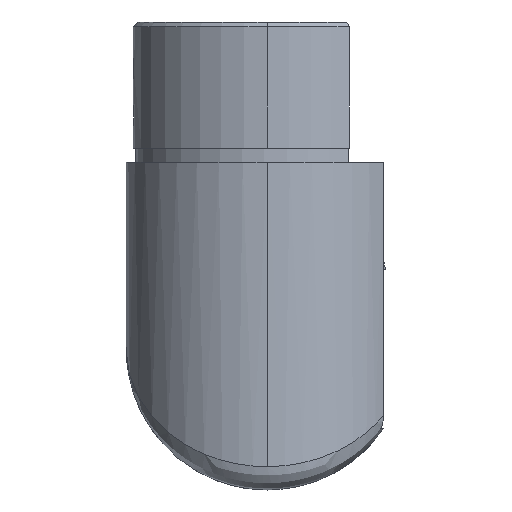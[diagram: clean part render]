
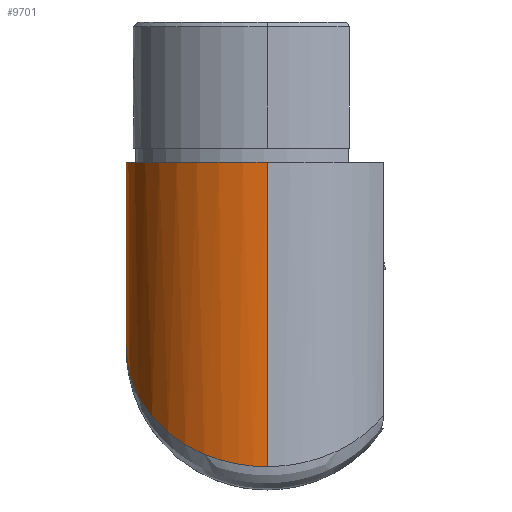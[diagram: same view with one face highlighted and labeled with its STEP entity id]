
A CAD part, left-side view. The second image highlights one B-rep face of the part: STEP entity #9701.
In plain terms, the highlighted cylindrical face has radius 30.15 mm (diameter 60.3 mm), a partial arc.
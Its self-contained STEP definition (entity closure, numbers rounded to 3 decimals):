
#745 = EDGE_CURVE ( 'NONE', #5586, #18790, #9796, .T. ) ;
#1534 = CARTESIAN_POINT ( 'NONE',  ( 0., 0., 0. ) ) ;
#2005 = FACE_OUTER_BOUND ( 'NONE', #4750, .T. ) ;
#2524 = EDGE_CURVE ( 'NONE', #6231, #7595, #11924, .T. ) ;
#3332 = AXIS2_PLACEMENT_3D ( 'NONE', #1534, #11844, #13415 ) ;
#3379 = DIRECTION ( 'NONE',  ( 0., 0., -1. ) ) ;
#3391 = AXIS2_PLACEMENT_3D ( 'NONE', #14271, #5353, #11459 ) ;
#3652 = CARTESIAN_POINT ( 'NONE',  ( 30.15, 17.661, -4.85 ) ) ;
#4750 = EDGE_LOOP ( 'NONE', ( #17419, #14918, #16552, #18249, #15746 ) ) ;
#5043 = CARTESIAN_POINT ( 'NONE',  ( 30.15, 0., 0. ) ) ;
#5353 = DIRECTION ( 'NONE',  ( 0., 0., -1. ) ) ;
#5586 = VERTEX_POINT ( 'NONE', #10966 ) ;
#6231 = VERTEX_POINT ( 'NONE', #10454 ) ;
#6466 = CARTESIAN_POINT ( 'NONE',  ( 0., 30.15, -40. ) ) ;
#7595 = VERTEX_POINT ( 'NONE', #14447 ) ;
#7910 = EDGE_CURVE ( 'NONE', #10564, #6231, #12173, .T. ) ;
#8533 = CYLINDRICAL_SURFACE ( 'NONE', #3332, 30.15 ) ;
#8940 = LINE ( 'NONE', #18220, #14978 ) ;
#9046 = CARTESIAN_POINT ( 'NONE',  ( -17.661, 30.15, -54.733 ) ) ;
#9441 = EDGE_CURVE ( 'NONE', #18790, #10564, #16639, .T. ) ;
#9701 = ADVANCED_FACE ( 'NONE', ( #2005 ), #8533, .T. ) ;
#9756 = CARTESIAN_POINT ( 'NONE',  ( 30.15, 0., 0. ) ) ;
#9796 = CIRCLE ( 'NONE', #3391, 30.15 ) ;
#10454 = CARTESIAN_POINT ( 'NONE',  ( 0., 30.15, -40. ) ) ;
#10564 = VERTEX_POINT ( 'NONE', #13143 ) ;
#10966 = CARTESIAN_POINT ( 'NONE',  ( -30.15, 0., 0. ) ) ;
#11459 = DIRECTION ( 'NONE',  ( -1., 0., 0. ) ) ;
#11482 = EDGE_CURVE ( 'NONE', #5586, #7595, #8940, .T. ) ;
#11844 = DIRECTION ( 'NONE',  ( 0., 0., -1. ) ) ;
#11924 =( BOUNDED_CURVE ( )  B_SPLINE_CURVE ( 3, ( #16449, #9046, #13293, #13417 ),
 .UNSPECIFIED., .F., .F. ) 
 B_SPLINE_CURVE_WITH_KNOTS ( ( 4, 4 ),
 ( 4.712, 6.283 ),
 .UNSPECIFIED. ) 
 CURVE ( )  GEOMETRIC_REPRESENTATION_ITEM ( )  RATIONAL_B_SPLINE_CURVE ( ( 1., 0.805, 0.805, 1. ) ) 
 REPRESENTATION_ITEM ( '' )  );
#12173 =( BOUNDED_CURVE ( )  B_SPLINE_CURVE ( 3, ( #16862, #3652, #12518, #6466 ),
 .UNSPECIFIED., .F., .F. ) 
 B_SPLINE_CURVE_WITH_KNOTS ( ( 4, 4 ),
 ( 3.142, 4.712 ),
 .UNSPECIFIED. ) 
 CURVE ( )  GEOMETRIC_REPRESENTATION_ITEM ( )  RATIONAL_B_SPLINE_CURVE ( ( 1., 0.805, 0.805, 1. ) ) 
 REPRESENTATION_ITEM ( '' )  );
#12321 = DIRECTION ( 'NONE',  ( 0., 0., -1. ) ) ;
#12518 = CARTESIAN_POINT ( 'NONE',  ( 17.661, 30.15, -19.41 ) ) ;
#13143 = CARTESIAN_POINT ( 'NONE',  ( 30.15, 0., -4.85 ) ) ;
#13293 = CARTESIAN_POINT ( 'NONE',  ( -30.15, 17.661, -65.15 ) ) ;
#13415 = DIRECTION ( 'NONE',  ( -1., 0., 0. ) ) ;
#13417 = CARTESIAN_POINT ( 'NONE',  ( -30.15, 0., -65.15 ) ) ;
#14271 = CARTESIAN_POINT ( 'NONE',  ( 0., 0., 0. ) ) ;
#14447 = CARTESIAN_POINT ( 'NONE',  ( -30.15, 0., -65.15 ) ) ;
#14918 = ORIENTED_EDGE ( 'NONE', *, *, #9441, .T. ) ;
#14978 = VECTOR ( 'NONE', #3379, 1000. ) ;
#15746 = ORIENTED_EDGE ( 'NONE', *, *, #11482, .F. ) ;
#15946 = VECTOR ( 'NONE', #12321, 1000. ) ;
#16449 = CARTESIAN_POINT ( 'NONE',  ( 0., 30.15, -40. ) ) ;
#16552 = ORIENTED_EDGE ( 'NONE', *, *, #7910, .T. ) ;
#16639 = LINE ( 'NONE', #5043, #15946 ) ;
#16862 = CARTESIAN_POINT ( 'NONE',  ( 30.15, 0., -4.85 ) ) ;
#17419 = ORIENTED_EDGE ( 'NONE', *, *, #745, .T. ) ;
#18220 = CARTESIAN_POINT ( 'NONE',  ( -30.15, 0., 0. ) ) ;
#18249 = ORIENTED_EDGE ( 'NONE', *, *, #2524, .T. ) ;
#18790 = VERTEX_POINT ( 'NONE', #9756 ) ;
